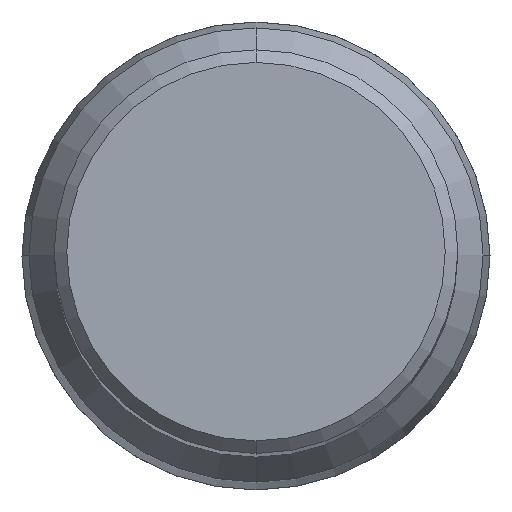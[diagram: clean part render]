
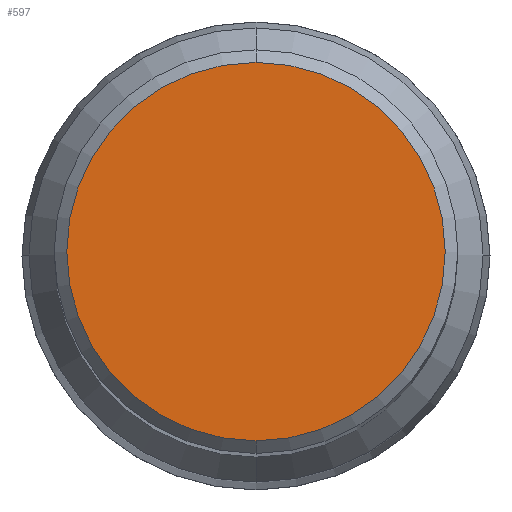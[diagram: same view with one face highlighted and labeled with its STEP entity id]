
A CAD part, top view. The second image highlights one B-rep face of the part: STEP entity #597.
In plain terms, the highlighted planar face has unit normal (0, 0, 1).
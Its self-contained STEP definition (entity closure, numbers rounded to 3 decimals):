
#389=VERTEX_POINT('',#900);
#555=EDGE_CURVE('',#581,#389,#1083,.T.);
#581=VERTEX_POINT('',#1111);
#597=ADVANCED_FACE('',(#1127),#1128,.T.);
#601=EDGE_CURVE('',#389,#581,#1132,.T.);
#900=CARTESIAN_POINT('',(0.,-15.0,0.0));
#1083=CIRCLE('',#1828,15.0);
#1111=CARTESIAN_POINT('',(0.0,15.0,0.0));
#1127=FACE_OUTER_BOUND('',#1885,.T.);
#1128=PLANE('',#1886);
#1132=CIRCLE('',#1901,15.0);
#1828=AXIS2_PLACEMENT_3D('',#2689,#2690,#2691);
#1885=EDGE_LOOP('',(#2731,#2732));
#1886=AXIS2_PLACEMENT_3D('',#2733,#2734,#2735);
#1901=AXIS2_PLACEMENT_3D('',#2736,#2737,#2738);
#2689=CARTESIAN_POINT('',(0.0,0.0,0.0));
#2690=DIRECTION('',(0.0,0.0,-1.0));
#2691=DIRECTION('',(0.0,1.0,0.0));
#2731=ORIENTED_EDGE('',*,*,#555,.F.);
#2732=ORIENTED_EDGE('',*,*,#601,.F.);
#2733=CARTESIAN_POINT('',(0.0,7.5,0.0));
#2734=DIRECTION('',(-0.0,0.0,1.0));
#2735=DIRECTION('',(0.0,-1.0,0.0));
#2736=CARTESIAN_POINT('',(0.0,0.0,0.0));
#2737=DIRECTION('',(0.0,0.0,-1.0));
#2738=DIRECTION('',(0.0,1.0,0.0));
